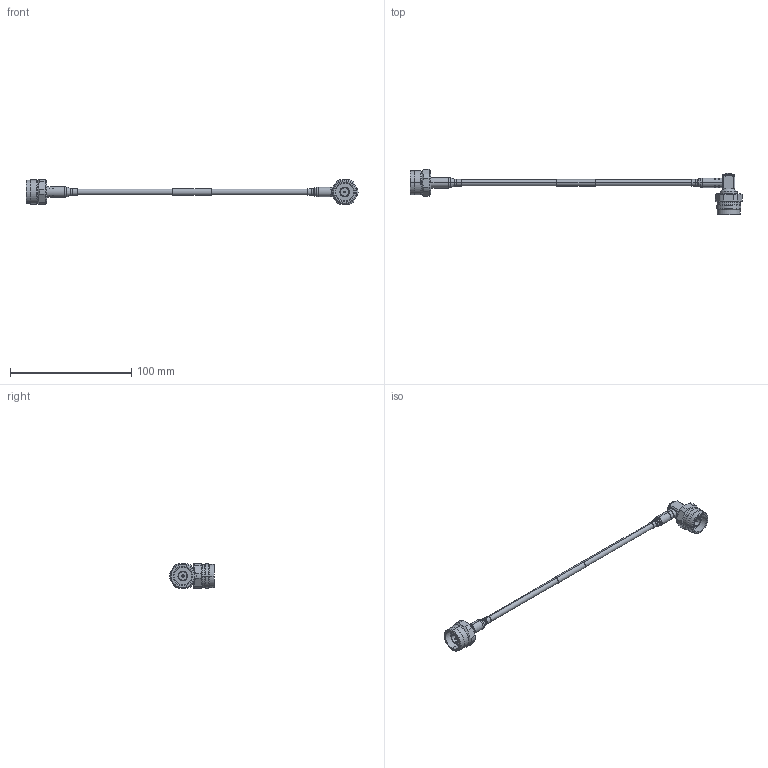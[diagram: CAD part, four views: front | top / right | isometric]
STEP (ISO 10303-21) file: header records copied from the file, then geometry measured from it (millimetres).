
FILE_DESCRIPTION (( 'STEP AP214' ), '1' );
FILE_NAME ('FMCA100132_3D.step', '2024-08-16T20:05:35', ( '' ), ( '' ), 'SwSTEP 2.0', 'SolidWorks 2022', '' );
FILE_SCHEMA (( 'AUTOMOTIVE_DESIGN' ));
Length unit declared in the file: inch
Products named in the file (13): Heat Shrink^FMCA100132_Config 1; TC-195-NMH-RA-D_body; TC-195-NMH-X; TC-195-NMH-X_c-contact; Heat Shrink^FMCA100132_1" Long; TC-195-NMH-X_insulator; TC-195-NMH-X_body; TC-195-NMH-RA-D_ferrule; TC-195-NMH-X_ferrule; TCOM-195^FMCA100132_LABEL+PE PIM; TC-195-NMH-RA-D; FMCA100132_3D; TC-195-NMH-RA-D_cap
Assembly tree (12 placements, depth 3):
  FMCA100132_3D
    TCOM-195^FMCA100132_LABEL+PE PIM
    TC-195-NMH-X
      TC-195-NMH-X_body
      TC-195-NMH-X_c-contact
      TC-195-NMH-X_insulator
      TC-195-NMH-X_ferrule
    TC-195-NMH-RA-D
      TC-195-NMH-RA-D_body
      TC-195-NMH-RA-D_cap
      TC-195-NMH-RA-D_ferrule
    Heat Shrink^FMCA100132_1" Long
    Heat Shrink^FMCA100132_Config 1
Bounding box: 274.25 x 37.17 x 20.57 mm (x, y, z)
Volume: 14673.2 mm3; surface area: 14875.4 mm2
Topology: 11 solids, 11 shells, 536 faces, 1215 edges, 734 vertices
Faces by surface type: cone 168, cylinder 141, plane 138, bspline 59, torus 30
Entity records: 19406 total; most frequent: CARTESIAN_POINT 7037, DIRECTION 2476, ORIENTED_EDGE 2414, EDGE_CURVE 1207, AXIS2_PLACEMENT_3D 1022, VERTEX_POINT 734, EDGE_LOOP 591, ADVANCED_FACE 536
